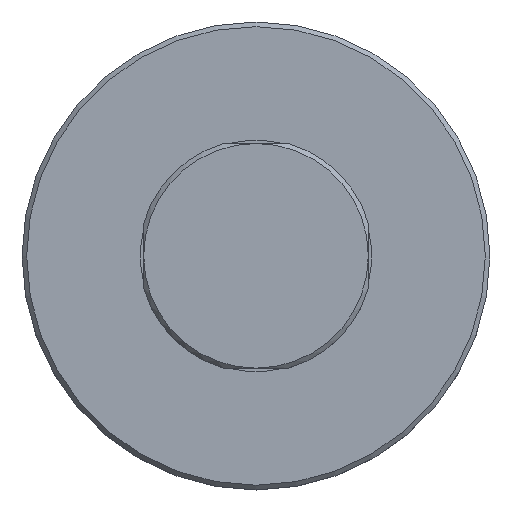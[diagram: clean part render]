
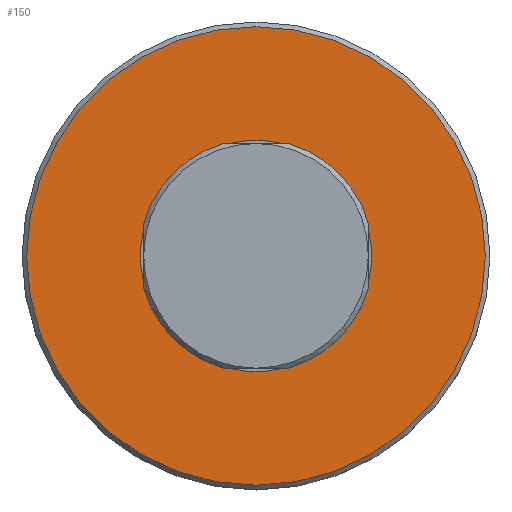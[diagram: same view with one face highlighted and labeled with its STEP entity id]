
A CAD part, top view. The second image highlights one B-rep face of the part: STEP entity #150.
In plain terms, the highlighted planar face has unit normal (0, 0, 1).
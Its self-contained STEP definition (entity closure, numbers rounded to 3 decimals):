
#150=ADVANCED_FACE('',(#193),#172,.T.);
#172=PLANE('',#546);
#193=FACE_OUTER_BOUND('',#219,.T.);
#219=EDGE_LOOP('',(#333));
#333=ORIENTED_EDGE('',*,*,#442,.F.);
#385=VERTEX_POINT('',#861);
#442=EDGE_CURVE('',#385,#385,#471,.T.);
#471=CIRCLE('',#545,49.);
#545=AXIS2_PLACEMENT_3D('',#860,#667,#668);
#546=AXIS2_PLACEMENT_3D('',#862,#669,#670);
#667=DIRECTION('',(0.,0.,-1.));
#668=DIRECTION('',(1.,0.,0.));
#669=DIRECTION('',(0.,0.,1.));
#670=DIRECTION('',(-1.,0.,0.));
#860=CARTESIAN_POINT('',(0.,0.,0.));
#861=CARTESIAN_POINT('',(49.,0.,0.));
#862=CARTESIAN_POINT('',(0.,49.,0.));
